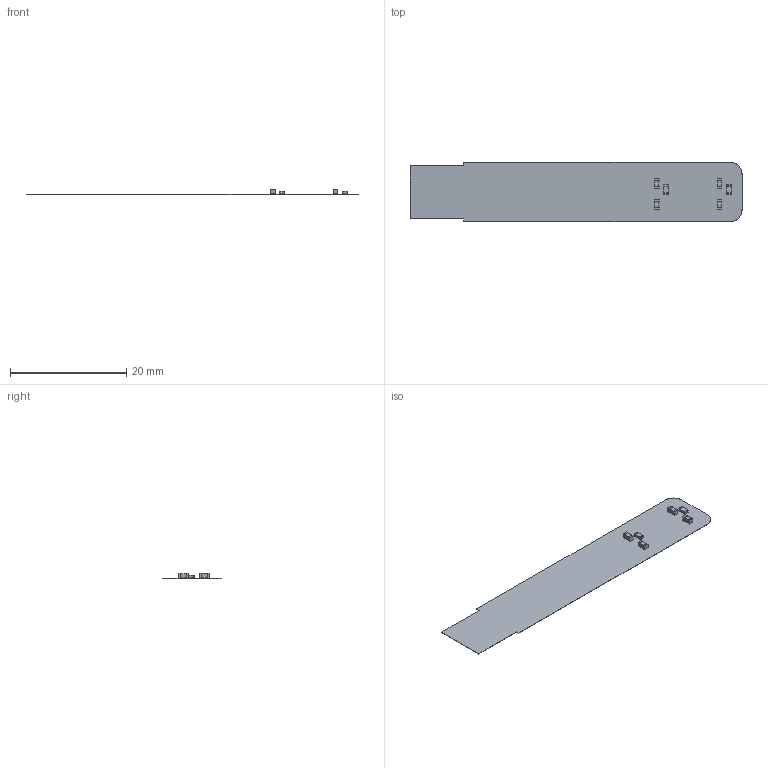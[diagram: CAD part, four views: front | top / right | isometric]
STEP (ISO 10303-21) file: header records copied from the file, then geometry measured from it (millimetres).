
FILE_DESCRIPTION(('KiCad electronic assembly'),'2;1');
FILE_NAME('sensor-flex.step','2025-12-15T12:48:39',('Pcbnew'),('Kicad'), 'Open CASCADE STEP processor 7.8','KiCad to STEP converter','Unknown' );
FILE_SCHEMA(('AUTOMOTIVE_DESIGN { 1 0 10303 214 1 1 1 1 }'));
Length unit declared in the file: millimetre
Products named in the file (4): sensor-flex 1; R_0603_1608Metric; C_0603_1608Metric; sensor-flex_PCB
Assembly tree (7 placements, depth 2):
  sensor-flex 1
    R_0603_1608Metric  x2
    C_0603_1608Metric  x4
    sensor-flex_PCB
Bounding box: 57.06 x 10.2 x 0.92 mm (x, y, z)
Volume: 36.2 mm3; surface area: 1182 mm2
Topology: 7 solids, 7 shells, 228 faces, 610 edges, 404 vertices
Faces by surface type: plane 164, cylinder 64
Entity records: 4203 total; most frequent: CARTESIAN_POINT 668, ORIENTED_EDGE 652, DIRECTION 618, EDGE_CURVE 326, LINE 286, VECTOR 286, VERTEX_POINT 216, AXIS2_PLACEMENT_3D 166
